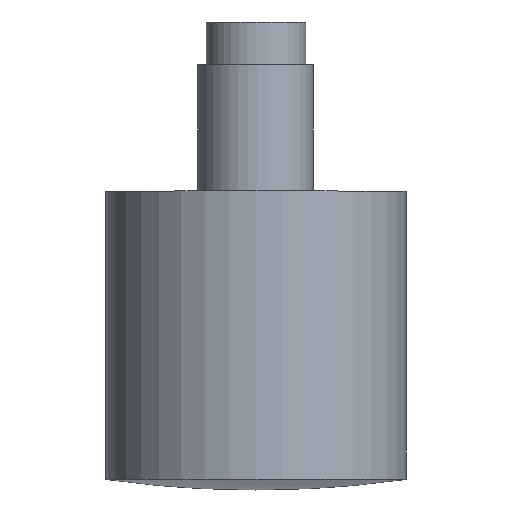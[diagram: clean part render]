
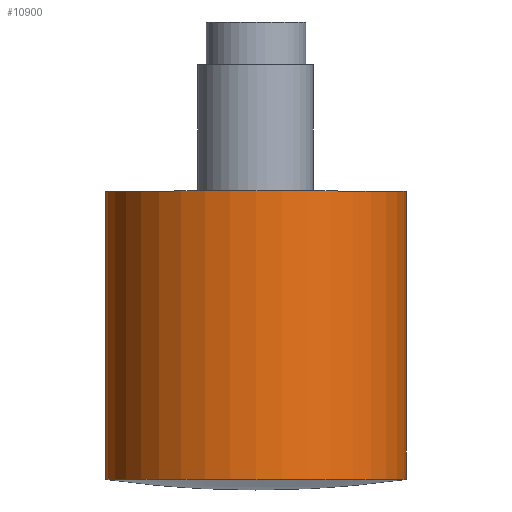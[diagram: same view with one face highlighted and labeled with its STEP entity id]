
A CAD part, top view. The second image highlights one B-rep face of the part: STEP entity #10900.
In plain terms, the highlighted cylindrical face has radius 14.09 mm (diameter 28.18 mm), a partial arc.
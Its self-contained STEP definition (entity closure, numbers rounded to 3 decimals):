
#310=CARTESIAN_POINT('',(65.613,33.355,0.)
);
#320=VERTEX_POINT('',#310);
#350=CARTESIAN_POINT('',(51.523,33.355,0.)
);
#360=DIRECTION('',(0.,1.,0.));
#370=DIRECTION('',(1.,0.,0.));
#380=AXIS2_PLACEMENT_3D('',#350,#360,#370);
#390=CIRCLE('',#380,14.09);
#400=CARTESIAN_POINT('',(37.433,33.355,0.)
);
#410=VERTEX_POINT('',#400);
#420=EDGE_CURVE('',#320,#410,#390,.T.);
#6310=CARTESIAN_POINT('',(65.613,57.605,
0.));
#6320=VERTEX_POINT('',#6310);
#7280=CARTESIAN_POINT('',(37.433,33.355,0.
));
#7290=DIRECTION('',(0.,1.,0.));
#7300=VECTOR('',#7290,1.);
#7310=LINE('',#7280,#7300);
#7320=CARTESIAN_POINT('',(37.433,60.363,
0.));
#7330=VERTEX_POINT('',#7320);
#7340=EDGE_CURVE('',#410,#7330,#7310,.T.);
#7360=CARTESIAN_POINT('',(51.523,60.363,
0.));
#7370=DIRECTION('',(0.,1.,0.));
#7380=DIRECTION('',(1.,0.,0.));
#7390=AXIS2_PLACEMENT_3D('',#7360,#7370,#7380);
#7400=CIRCLE('',#7390,14.09);
#7410=CARTESIAN_POINT('',(65.613,60.363,
0.));
#7420=VERTEX_POINT('',#7410);
#7450=CARTESIAN_POINT('',(65.613,33.355,0.
));
#7460=DIRECTION('',(0.,1.,0.));
#7470=VECTOR('',#7460,1.);
#7480=LINE('',#7450,#7470);
#7490=EDGE_CURVE('',#6320,#7420,#7480,.T.);
#7740=EDGE_CURVE('',#320,#6320,#7480,.T.);
#10770=CARTESIAN_POINT('',(51.523,33.355,
0.));
#10780=DIRECTION('',(0.,1.,0.));
#10790=DIRECTION('',(1.,0.,0.));
#10800=AXIS2_PLACEMENT_3D('',#10770,#10780,#10790);
#10810=CYLINDRICAL_SURFACE('',#10800,14.09);
#10820=ORIENTED_EDGE('',*,*,#420,.T.);
#10830=ORIENTED_EDGE('',*,*,#7740,.F.);
#10840=ORIENTED_EDGE('',*,*,#7490,.F.);
#10850=EDGE_CURVE('',#7420,#7330,#7400,.T.);
#10860=ORIENTED_EDGE('',*,*,#10850,.F.);
#10870=ORIENTED_EDGE('',*,*,#7340,.T.);
#10880=EDGE_LOOP('',(#10870,#10860,#10840,#10830,#10820));
#10890=FACE_OUTER_BOUND('',#10880,.T.);
#10900=ADVANCED_FACE('',(#10890),#10810,.T.);
